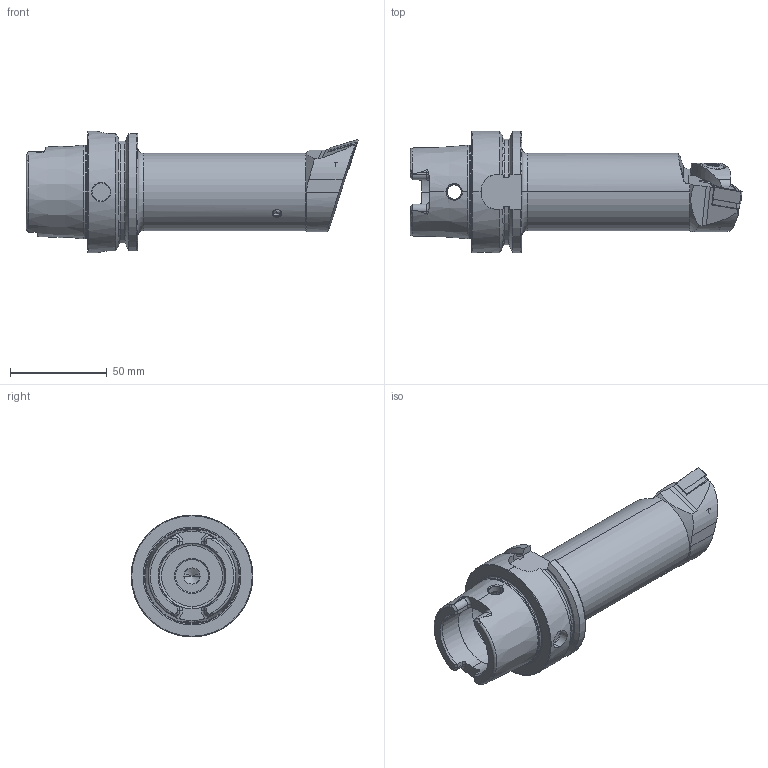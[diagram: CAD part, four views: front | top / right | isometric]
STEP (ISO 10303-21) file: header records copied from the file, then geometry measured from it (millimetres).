
FILE_DESCRIPTION (( 'STEP AP203' ), '1' );
FILE_NAME ('HA6.BDF.LQC.140.STEP', '2024-08-20T13:31:51', ( '' ), ( '' ), 'SwSTEP 2.0', 'SolidWorks 2022', '' );
FILE_SCHEMA (( 'CONFIG_CONTROL_DESIGN' ));
Length unit declared in the file: millimetre
Products named in the file (9): DNMG150604; WDF-ER2.101.003_A; HA6.BDF.LQC.140; WCC-ER5.102.005_A; KVT_MB_600_050; WCC-ER2.001.010_A; HA6-BDF.LQC.140_B; WCC-ER4.102.020_A; WCC-ER3.102.024_C
Assembly tree (8 placements, depth 2):
  HA6.BDF.LQC.140
    HA6-BDF.LQC.140_B
    WCC-ER3.102.024_C
    DNMG150604
    WCC-ER4.102.020_A
    WCC-ER5.102.005_A
    WCC-ER2.001.010_A
    WDF-ER2.101.003_A
    KVT_MB_600_050
Bounding box: 171.9 x 63 x 63 mm (x, y, z)
Volume: 204966.6 mm3; surface area: 42425.4 mm2
Topology: 9 solids, 9 shells, 411 faces, 1031 edges, 627 vertices
Faces by surface type: cylinder 132, plane 111, cone 98, torus 52, bspline 16, sphere 2
Entity records: 15020 total; most frequent: CARTESIAN_POINT 4597, ORIENTED_EDGE 2020, DIRECTION 1963, EDGE_CURVE 1010, AXIS2_PLACEMENT_3D 782, VERTEX_POINT 624, EDGE_LOOP 436, ADVANCED_FACE 411
